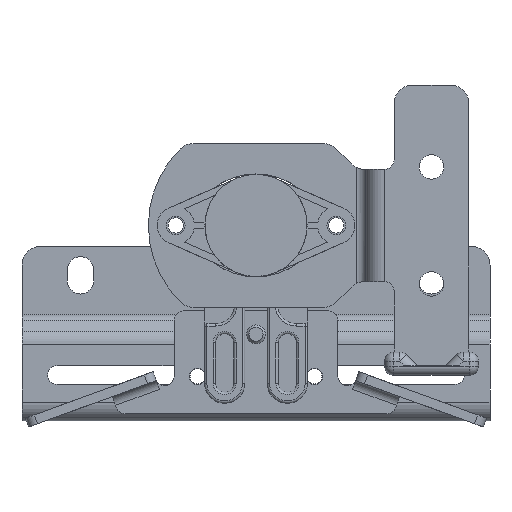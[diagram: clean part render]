
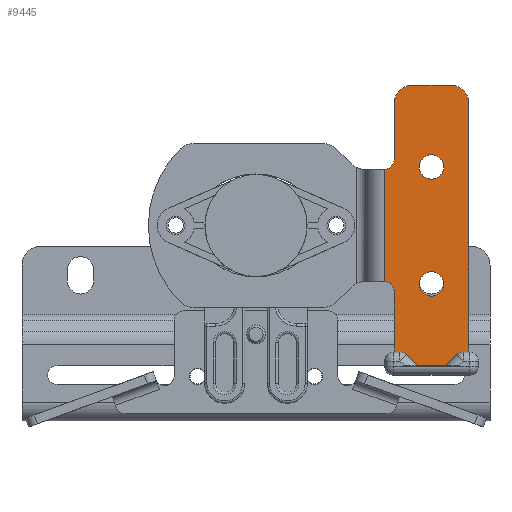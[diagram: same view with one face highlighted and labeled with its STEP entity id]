
A CAD part, left-side view. The second image highlights one B-rep face of the part: STEP entity #9445.
In plain terms, the highlighted planar face has unit normal (-1, 0, 0).
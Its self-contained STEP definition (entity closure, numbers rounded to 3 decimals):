
#209=FACE_BOUND('',#1445,.T.);
#210=FACE_BOUND('',#1446,.T.);
#398=PLANE('',#10315);
#892=FACE_OUTER_BOUND('',#1444,.T.);
#1444=EDGE_LOOP('',(#8213,#8214,#8215,#8216,#8217,#8218,#8219,#8220,#8221,
#8222,#8223,#8224,#8225,#8226,#8227,#8228,#8229,#8230,#8231,#8232));
#1445=EDGE_LOOP('',(#8233));
#1446=EDGE_LOOP('',(#8234));
#1669=LINE('',#13435,#2377);
#1694=LINE('',#13893,#2402);
#1702=LINE('',#13923,#2410);
#1725=LINE('',#14488,#2433);
#1946=LINE('',#16494,#2654);
#2143=LINE('',#17275,#2851);
#2147=LINE('',#17285,#2855);
#2150=LINE('',#17294,#2858);
#2151=LINE('',#17295,#2859);
#2152=LINE('',#17296,#2860);
#2377=VECTOR('',#10943,10.);
#2402=VECTOR('',#11028,10.);
#2410=VECTOR('',#11056,10.);
#2433=VECTOR('',#11207,10.);
#2654=VECTOR('',#11786,10.);
#2851=VECTOR('',#12659,10.);
#2855=VECTOR('',#12669,10.);
#2858=VECTOR('',#12682,10.);
#2859=VECTOR('',#12683,10.);
#2860=VECTOR('',#12684,10.);
#3004=CIRCLE('',#9720,2.);
#3006=CIRCLE('',#9723,2.);
#3113=CIRCLE('',#9968,4.);
#3292=CIRCLE('',#10294,2.6);
#3294=CIRCLE('',#10297,2.6);
#3296=CIRCLE('',#10300,2.);
#3301=CIRCLE('',#10307,2.);
#3302=CIRCLE('',#10310,4.);
#3303=CIRCLE('',#10314,4.);
#3304=CIRCLE('',#10316,4.);
#3342=B_SPLINE_CURVE_WITH_KNOTS('',3,(#13576,#13577,#13578,#13579),
 .UNSPECIFIED.,.F.,.F.,(4,4),(0.,0.001),.UNSPECIFIED.);
#3361=B_SPLINE_CURVE_WITH_KNOTS('',3,(#13853,#13854,#13855,#13856),
 .UNSPECIFIED.,.F.,.F.,(4,4),(0.015,0.016),
 .UNSPECIFIED.);
#3706=VERTEX_POINT('',#13433);
#3707=VERTEX_POINT('',#13434);
#3721=VERTEX_POINT('',#13535);
#3724=VERTEX_POINT('',#13574);
#3755=VERTEX_POINT('',#13848);
#3760=VERTEX_POINT('',#13892);
#3762=VERTEX_POINT('',#13898);
#3763=VERTEX_POINT('',#13902);
#3768=VERTEX_POINT('',#13918);
#3811=VERTEX_POINT('',#14487);
#4082=VERTEX_POINT('',#16482);
#4317=VERTEX_POINT('',#17236);
#4320=VERTEX_POINT('',#17243);
#4321=VERTEX_POINT('',#17248);
#4322=VERTEX_POINT('',#17250);
#4329=VERTEX_POINT('',#17268);
#4330=VERTEX_POINT('',#17270);
#4331=VERTEX_POINT('',#17274);
#4332=VERTEX_POINT('',#17278);
#4333=VERTEX_POINT('',#17280);
#4334=VERTEX_POINT('',#17284);
#4335=VERTEX_POINT('',#17289);
#4658=EDGE_CURVE('',#3706,#3707,#1669,.T.);
#4679=EDGE_CURVE('',#3724,#3721,#3342,.T.);
#4719=EDGE_CURVE('',#3755,#3706,#3361,.T.);
#4729=EDGE_CURVE('',#3760,#3724,#1694,.T.);
#4732=EDGE_CURVE('',#3762,#3760,#3004,.T.);
#4734=EDGE_CURVE('',#3707,#3763,#3006,.T.);
#4743=EDGE_CURVE('',#3768,#3762,#1702,.T.);
#4820=EDGE_CURVE('',#3763,#3811,#1725,.T.);
#5250=EDGE_CURVE('',#4082,#3811,#3113,.T.);
#5257=EDGE_CURVE('',#3721,#3755,#1946,.T.);
#5623=EDGE_CURVE('',#4317,#4317,#3292,.T.);
#5626=EDGE_CURVE('',#4320,#4320,#3294,.T.);
#5629=EDGE_CURVE('',#4322,#4321,#3296,.T.);
#5639=EDGE_CURVE('',#4330,#4329,#3301,.T.);
#5641=EDGE_CURVE('',#4330,#4331,#2143,.T.);
#5644=EDGE_CURVE('',#4333,#4332,#3302,.T.);
#5646=EDGE_CURVE('',#4333,#4334,#2147,.T.);
#5648=EDGE_CURVE('',#4335,#4331,#3303,.T.);
#5650=EDGE_CURVE('',#3768,#4334,#3304,.T.);
#5651=EDGE_CURVE('',#4335,#4332,#2150,.F.);
#5652=EDGE_CURVE('',#4329,#4322,#2151,.T.);
#5653=EDGE_CURVE('',#4082,#4321,#2152,.T.);
#8213=ORIENTED_EDGE('',*,*,#4820,.F.);
#8214=ORIENTED_EDGE('',*,*,#4734,.F.);
#8215=ORIENTED_EDGE('',*,*,#4658,.F.);
#8216=ORIENTED_EDGE('',*,*,#4719,.F.);
#8217=ORIENTED_EDGE('',*,*,#5257,.F.);
#8218=ORIENTED_EDGE('',*,*,#4679,.F.);
#8219=ORIENTED_EDGE('',*,*,#4729,.F.);
#8220=ORIENTED_EDGE('',*,*,#4732,.F.);
#8221=ORIENTED_EDGE('',*,*,#4743,.F.);
#8222=ORIENTED_EDGE('',*,*,#5650,.T.);
#8223=ORIENTED_EDGE('',*,*,#5646,.F.);
#8224=ORIENTED_EDGE('',*,*,#5644,.T.);
#8225=ORIENTED_EDGE('',*,*,#5651,.F.);
#8226=ORIENTED_EDGE('',*,*,#5648,.T.);
#8227=ORIENTED_EDGE('',*,*,#5641,.F.);
#8228=ORIENTED_EDGE('',*,*,#5639,.T.);
#8229=ORIENTED_EDGE('',*,*,#5652,.T.);
#8230=ORIENTED_EDGE('',*,*,#5629,.T.);
#8231=ORIENTED_EDGE('',*,*,#5653,.F.);
#8232=ORIENTED_EDGE('',*,*,#5250,.T.);
#8233=ORIENTED_EDGE('',*,*,#5623,.F.);
#8234=ORIENTED_EDGE('',*,*,#5626,.F.);
#9445=ADVANCED_FACE('',(#892,#209,#210),#398,.F.);
#9720=AXIS2_PLACEMENT_3D('',#13899,#11034,#11035);
#9723=AXIS2_PLACEMENT_3D('',#13903,#11040,#11041);
#9968=AXIS2_PLACEMENT_3D('',#16483,#11775,#11776);
#10294=AXIS2_PLACEMENT_3D('',#17238,#12621,#12622);
#10297=AXIS2_PLACEMENT_3D('',#17245,#12628,#12629);
#10300=AXIS2_PLACEMENT_3D('',#17251,#12635,#12636);
#10307=AXIS2_PLACEMENT_3D('',#17271,#12654,#12655);
#10310=AXIS2_PLACEMENT_3D('',#17281,#12664,#12665);
#10314=AXIS2_PLACEMENT_3D('',#17290,#12675,#12676);
#10315=AXIS2_PLACEMENT_3D('',#17292,#12678,#12679);
#10316=AXIS2_PLACEMENT_3D('',#17293,#12680,#12681);
#10943=DIRECTION('',(0.,0.707,0.707));
#11028=DIRECTION('',(0.,0.707,-0.707));
#11034=DIRECTION('center_axis',(-1.,0.,0.));
#11035=DIRECTION('ref_axis',(0.,0.,-1.));
#11040=DIRECTION('center_axis',(-1.,0.,0.));
#11041=DIRECTION('ref_axis',(0.,0.,-1.));
#11056=DIRECTION('',(0.,1.,0.));
#11207=DIRECTION('',(0.,1.,0.));
#11775=DIRECTION('center_axis',(-1.,0.,0.));
#11776=DIRECTION('ref_axis',(0.,0.707,-0.707));
#11786=DIRECTION('',(0.,1.,0.));
#12621=DIRECTION('center_axis',(-1.,0.,0.));
#12622=DIRECTION('ref_axis',(0.,-1.,0.));
#12628=DIRECTION('center_axis',(-1.,0.,0.));
#12629=DIRECTION('ref_axis',(0.,-1.,0.));
#12635=DIRECTION('center_axis',(1.,0.,0.));
#12636=DIRECTION('ref_axis',(0.,-0.707,0.707));
#12654=DIRECTION('center_axis',(1.,0.,0.));
#12655=DIRECTION('ref_axis',(0.,-0.707,-0.707));
#12659=DIRECTION('',(0.,0.,1.));
#12664=DIRECTION('center_axis',(-1.,0.,0.));
#12665=DIRECTION('ref_axis',(0.,-0.707,0.707));
#12669=DIRECTION('',(0.,0.,-1.));
#12675=DIRECTION('center_axis',(-1.,0.,0.));
#12676=DIRECTION('ref_axis',(0.,0.707,0.707));
#12678=DIRECTION('center_axis',(1.,0.,0.));
#12679=DIRECTION('ref_axis',(0.,0.,1.));
#12680=DIRECTION('center_axis',(-1.,0.,0.));
#12681=DIRECTION('ref_axis',(0.,-0.707,-0.707));
#12682=DIRECTION('',(0.,1.,0.));
#12683=DIRECTION('',(0.,0.,-1.));
#12684=DIRECTION('',(0.,0.,1.));
#13433=CARTESIAN_POINT('',(0.,3.059,-29.991));
#13434=CARTESIAN_POINT('',(0.,5.414,-27.636));
#13435=CARTESIAN_POINT('',(0.,2.625,-30.425));
#13535=CARTESIAN_POINT('',(0.,-3.049,-30.));
#13574=CARTESIAN_POINT('',(0.,-3.059,-29.991));
#13576=CARTESIAN_POINT('Ctrl Pts',(0.,-3.059,
-29.991));
#13577=CARTESIAN_POINT('Ctrl Pts',(0.,-3.056,
-29.994));
#13578=CARTESIAN_POINT('Ctrl Pts',(0.,-3.053,
-29.997));
#13579=CARTESIAN_POINT('Ctrl Pts',(0.,-3.05,
-30.));
#13848=CARTESIAN_POINT('',(0.,3.049,-30.));
#13853=CARTESIAN_POINT('Ctrl Pts',(0.,3.05,
-30.));
#13854=CARTESIAN_POINT('Ctrl Pts',(0.,3.053,
-29.997));
#13855=CARTESIAN_POINT('Ctrl Pts',(0.,3.056,
-29.994));
#13856=CARTESIAN_POINT('Ctrl Pts',(0.,3.059,
-29.991));
#13892=CARTESIAN_POINT('',(0.,-5.414,-27.636));
#13893=CARTESIAN_POINT('',(0.,-4.125,-28.925));
#13898=CARTESIAN_POINT('',(0.,-6.828,-27.05));
#13899=CARTESIAN_POINT('Origin',(0.,-6.828,
-29.05));
#13902=CARTESIAN_POINT('',(0.,6.828,-27.05));
#13903=CARTESIAN_POINT('Origin',(0.,6.828,
-29.05));
#13918=CARTESIAN_POINT('',(0.,-7.86,-27.05));
#13923=CARTESIAN_POINT('',(0.,-5.025,-27.05));
#14487=CARTESIAN_POINT('',(0.,7.86,-27.05));
#14488=CARTESIAN_POINT('',(0.,-5.025,-27.05));
#16482=CARTESIAN_POINT('',(0.,8.,-26.));
#16483=CARTESIAN_POINT('Origin',(0.,4.,-26.));
#16494=CARTESIAN_POINT('',(0.,18.605,-30.));
#17236=CARTESIAN_POINT('',(0.,2.6,-12.5));
#17238=CARTESIAN_POINT('Origin',(0.,0.,-12.5));
#17243=CARTESIAN_POINT('',(0.,2.6,12.5));
#17245=CARTESIAN_POINT('Origin',(0.,0.,12.5));
#17248=CARTESIAN_POINT('',(0.,8.,-14.));
#17250=CARTESIAN_POINT('',(0.,10.,-12.));
#17251=CARTESIAN_POINT('Origin',(0.,10.,-14.));
#17268=CARTESIAN_POINT('',(0.,10.,12.));
#17270=CARTESIAN_POINT('',(0.,8.,14.));
#17271=CARTESIAN_POINT('Origin',(0.,10.,14.));
#17274=CARTESIAN_POINT('',(0.,8.,26.));
#17275=CARTESIAN_POINT('',(0.,8.,6.));
#17278=CARTESIAN_POINT('',(0.,-4.,30.));
#17280=CARTESIAN_POINT('',(0.,-8.,26.));
#17281=CARTESIAN_POINT('Origin',(0.,-4.,26.));
#17284=CARTESIAN_POINT('',(0.,-8.,-26.));
#17285=CARTESIAN_POINT('',(0.,-8.,0.));
#17289=CARTESIAN_POINT('',(0.,4.,30.));
#17290=CARTESIAN_POINT('Origin',(0.,4.,26.));
#17292=CARTESIAN_POINT('Origin',(0.,14.,0.));
#17293=CARTESIAN_POINT('Origin',(0.,-4.,-26.));
#17294=CARTESIAN_POINT('',(0.,18.605,30.));
#17295=CARTESIAN_POINT('',(0.,10.,0.));
#17296=CARTESIAN_POINT('',(0.,8.,-12.5));
